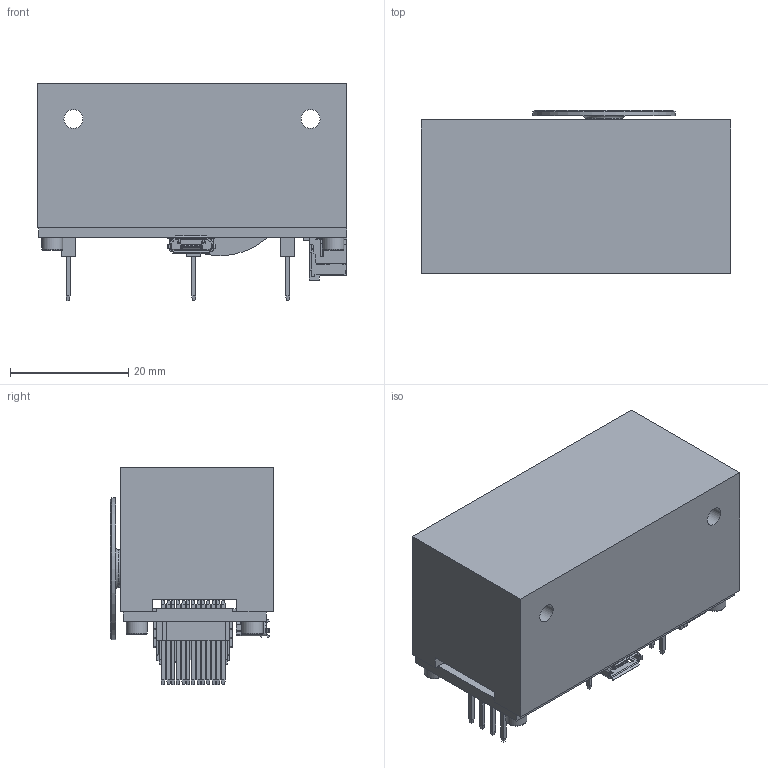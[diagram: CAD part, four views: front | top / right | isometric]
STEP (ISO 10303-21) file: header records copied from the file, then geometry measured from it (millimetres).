
FILE_DESCRIPTION(/* description */ (''),/* implementation_level */ '2;1');
FILE_NAME(/* name */ 'QSH01841a.stp',/* time_stamp */ '2016-04-26T15:53:53-07:00',/* author */ ('Richard'),/* organization */ (''),/* preprocessor_version */ 'ST-DEVELOPER v15.6',/* originating_system */ 'Autodesk Inventor 2015',/* authorisation */ '');
FILE_SCHEMA (('AUTOMOTIVE_DESIGN { 1 0 10303 214 3 1 1 }'));
Length unit declared in the file: inch
Products named in the file (11): PCB; FM4340; ANSI B18.3 - 2-64 UNF - 0.1875(31); 10104110; 4Pin Molex; 5Pin Molex; FM1005-1; LSM250; Rod; 5025840670; Assembly1
Assembly tree (14 placements, depth 3):
  Assembly1
    PCB
    FM4340
    ANSI B18.3 - 2-64 UNF - 0.1875(31)  x4
    10104110
    4Pin Molex  x2
    5Pin Molex
    LSM250
      FM1005-1
    Rod
    5025840670
Bounding box: 52.32 x 27.55 x 36.64 mm (x, y, z)
Volume: 26107.7 mm3; surface area: 18161.6 mm2
Topology: 18 solids, 61 shells, 1872 faces, 4899 edges, 3080 vertices
Faces by surface type: plane 1499, cylinder 313, cone 27, sphere 20, torus 13
Full cylindrical faces by diameter (mm): 1.753 x4, 2.184 x4, 2.642 x2, 2.667 x4, 3.2 x2, 3.556 x4, 3.581 x2, 3.81 x1, 4.166 x1, 4.851 x1, 6.35 x1, 6.5 x2, 6.909 x2, 24 x1
Entity records: 54224 total; most frequent: CARTESIAN_POINT 9386, ORIENTED_EDGE 9256, DIRECTION 8814, EDGE_CURVE 4579, LINE 3836, VECTOR 3836, VERTEX_POINT 2905, AXIS2_PLACEMENT_3D 2489
